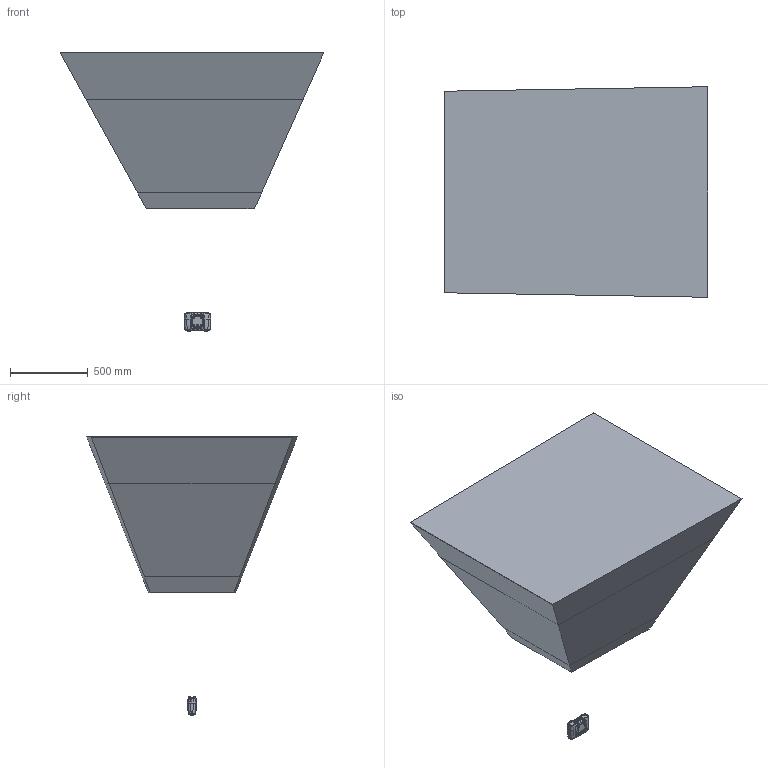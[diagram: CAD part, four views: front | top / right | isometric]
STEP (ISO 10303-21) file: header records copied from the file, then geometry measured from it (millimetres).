
FILE_DESCRIPTION (( 'STEP AP203' ), '1' );
FILE_NAME ('Zivid Two Plus L110.STEP', '2023-05-09T11:05:37', ( '' ), ( '' ), 'SwSTEP 2.0', 'SolidWorks 2021', '' );
FILE_SCHEMA (( 'CONFIG_CONTROL_DESIGN' ));
Products named in the file (3): Zivid Two Plus L110; Jade L FOV; Zivid Two Plus Web
Assembly tree (2 placements, depth 2):
  Zivid Two Plus L110
    Zivid Two Plus Web
    Jade L FOV
Bounding box: 1693.01 x 1352.66 x 1787.6 mm (x, y, z)
Volume: 1183573730.1 mm3; surface area: 11398356.8 mm2
Topology: 5 solids, 5 shells, 3279 faces, 7947 edges, 4626 vertices
Faces by surface type: bspline 2869, plane 149, cylinder 89, torus 80, cone 70, sphere 22
Entity records: 515051 total; most frequent: CARTESIAN_POINT 462087, ORIENTED_EDGE 15760, EDGE_CURVE 7880, B_SPLINE_CURVE_WITH_KNOTS 6795, VERTEX_POINT 4623, EDGE_LOOP 3291, FACE_OUTER_BOUND 3279, ADVANCED_FACE 3279
